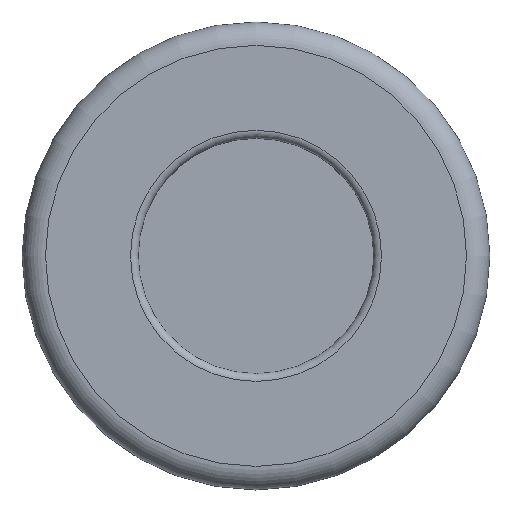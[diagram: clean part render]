
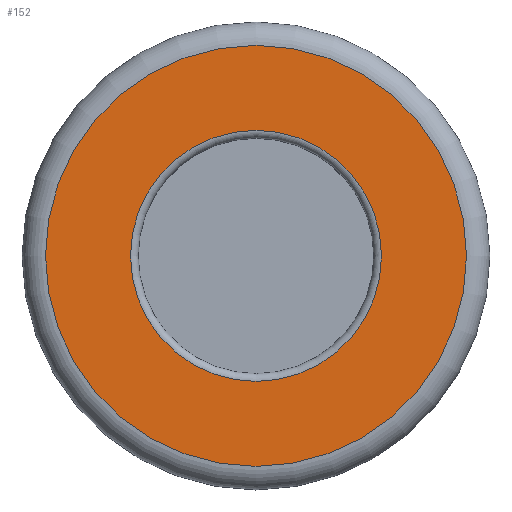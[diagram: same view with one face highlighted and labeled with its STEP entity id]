
A CAD part, top view. The second image highlights one B-rep face of the part: STEP entity #152.
In plain terms, the highlighted planar face has unit normal (0, 0, 1).
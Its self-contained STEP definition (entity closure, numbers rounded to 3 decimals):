
#16=FACE_BOUND('',#44,.T.);
#33=FACE_OUTER_BOUND('',#43,.T.);
#43=EDGE_LOOP('',(#115));
#44=EDGE_LOOP('',(#116));
#54=CIRCLE('',#180,16.1);
#56=CIRCLE('',#183,27.);
#72=VERTEX_POINT('',#275);
#73=VERTEX_POINT('',#279);
#87=EDGE_CURVE('',#72,#72,#54,.T.);
#89=EDGE_CURVE('',#73,#73,#56,.T.);
#115=ORIENTED_EDGE('',*,*,#89,.F.);
#116=ORIENTED_EDGE('',*,*,#87,.T.);
#147=PLANE('',#182);
#152=ADVANCED_FACE('',(#33,#16),#147,.T.);
#180=AXIS2_PLACEMENT_3D('',#276,#219,#220);
#182=AXIS2_PLACEMENT_3D('',#278,#223,#224);
#183=AXIS2_PLACEMENT_3D('',#280,#225,#226);
#219=DIRECTION('center_axis',(0.,0.,-1.));
#220=DIRECTION('ref_axis',(1.,0.,0.));
#223=DIRECTION('center_axis',(0.,0.,1.));
#224=DIRECTION('ref_axis',(1.,0.,0.));
#225=DIRECTION('center_axis',(0.,0.,-1.));
#226=DIRECTION('ref_axis',(1.,0.,0.));
#275=CARTESIAN_POINT('',(16.1,0.,-31.656));
#276=CARTESIAN_POINT('Origin',(0.,0.,-31.656));
#278=CARTESIAN_POINT('Origin',(0.,27.,-31.656));
#279=CARTESIAN_POINT('',(27.,0.,-31.656));
#280=CARTESIAN_POINT('Origin',(0.,0.,-31.656));
